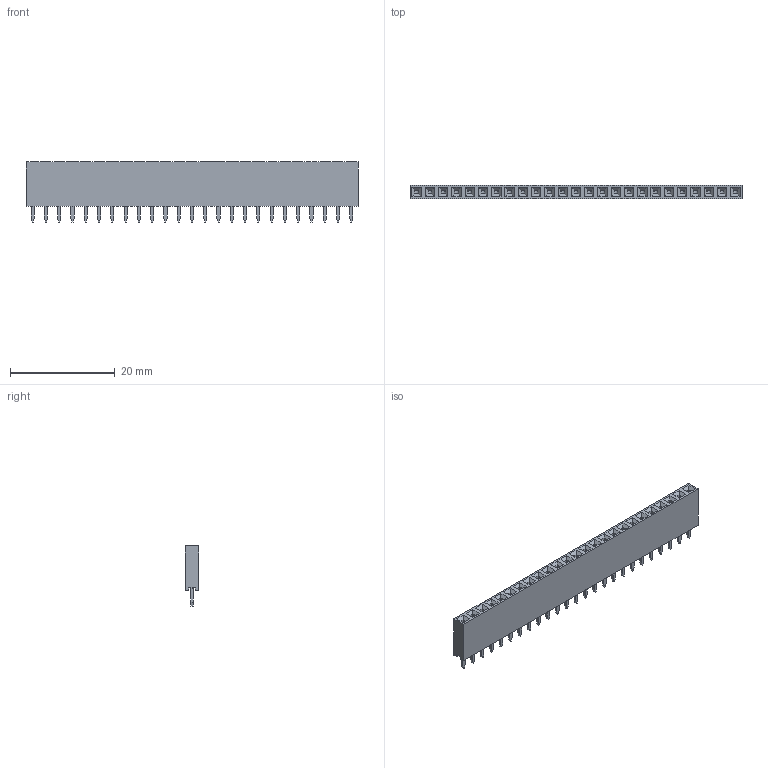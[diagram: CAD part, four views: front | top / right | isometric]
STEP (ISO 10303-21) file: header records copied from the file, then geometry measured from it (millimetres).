
FILE_DESCRIPTION(('STEP AP214'), '1');
FILE_NAME('PBS', '', ('UNSPECIFIED'), ('UNSPECIFIED'), 'ASCON STEP Converter 1.6', 'ASCON Math Kernel', '');
FILE_SCHEMA(('AUTOMOTIVE_DESIGN { 1 0 10303 214 3 1 1}'));
Length unit declared in the file: millimetre
Bounding box: 63.5 x 2.54 x 11.5 mm (x, y, z)
Volume: 1222.6 mm3; surface area: 2597.7 mm2
Topology: 1 solids, 1 shells, 1360 faces, 3724 edges, 2316 vertices
Faces by surface type: plane 1185, cylinder 175
Entity records: 53058 total; most frequent: ORIENTED_EDGE 7448, CARTESIAN_POINT 7401, DIRECTION 6896, EDGE_CURVE 3724, LINE 3274, VECTOR 3274, VERTEX_POINT 2316, AXIS2_PLACEMENT_3D 1811
